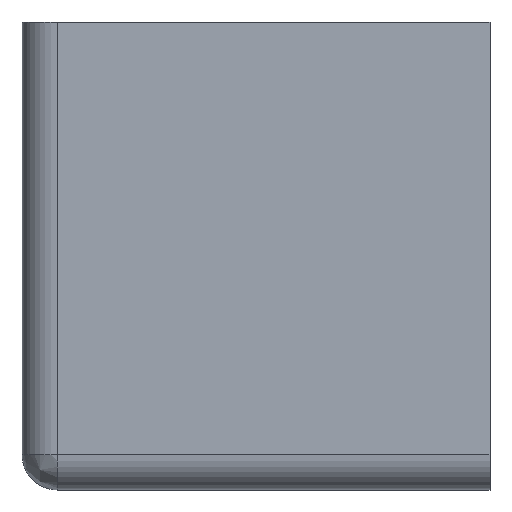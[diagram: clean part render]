
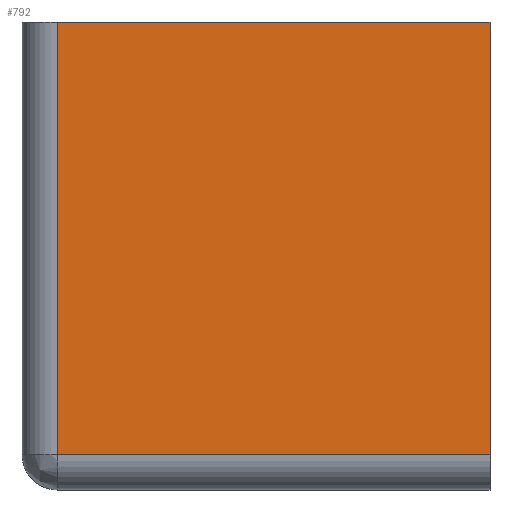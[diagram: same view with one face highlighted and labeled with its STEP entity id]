
A CAD part, front view. The second image highlights one B-rep face of the part: STEP entity #792.
In plain terms, the highlighted planar face has unit normal (0, -1, 0).
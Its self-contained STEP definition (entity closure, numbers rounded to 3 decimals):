
#48 = CARTESIAN_POINT ( 'NONE',  ( 1.5, 0., 20. ) ) ;
#49 = FACE_OUTER_BOUND ( 'NONE', #1118, .T. ) ;
#55 = ORIENTED_EDGE ( 'NONE', *, *, #353, .F. ) ;
#79 = VECTOR ( 'NONE', #1098, 1000. ) ;
#81 = ORIENTED_EDGE ( 'NONE', *, *, #333, .F. ) ;
#123 = CARTESIAN_POINT ( 'NONE',  ( 1.5, 0., 1.5 ) ) ;
#204 = PLANE ( 'NONE',  #398 ) ;
#268 = LINE ( 'NONE', #1123, #785 ) ;
#309 = CARTESIAN_POINT ( 'NONE',  ( 20., 0., 1.5 ) ) ;
#311 = CARTESIAN_POINT ( 'NONE',  ( 0., 0., 1.5 ) ) ;
#331 = LINE ( 'NONE', #311, #79 ) ;
#333 = EDGE_CURVE ( 'NONE', #884, #914, #331, .T. ) ;
#350 = VERTEX_POINT ( 'NONE', #603 ) ;
#353 = EDGE_CURVE ( 'NONE', #450, #350, #1220, .T. ) ;
#398 = AXIS2_PLACEMENT_3D ( 'NONE', #466, #667, #659 ) ;
#450 = VERTEX_POINT ( 'NONE', #48 ) ;
#466 = CARTESIAN_POINT ( 'NONE',  ( 0., 0., 20. ) ) ;
#486 = DIRECTION ( 'NONE',  ( 0., 0., 1. ) ) ;
#566 = VECTOR ( 'NONE', #486, 1000. ) ;
#593 = LINE ( 'NONE', #594, #566 ) ;
#594 = CARTESIAN_POINT ( 'NONE',  ( 20., 0., 20. ) ) ;
#603 = CARTESIAN_POINT ( 'NONE',  ( 20., 0., 20. ) ) ;
#659 = DIRECTION ( 'NONE',  ( 0., 0., 1. ) ) ;
#667 = DIRECTION ( 'NONE',  ( 0., 1., 0. ) ) ;
#720 = ORIENTED_EDGE ( 'NONE', *, *, #852, .T. ) ;
#785 = VECTOR ( 'NONE', #915, 1000. ) ;
#792 = ADVANCED_FACE ( 'NONE', ( #49 ), #204, .F. ) ;
#852 = EDGE_CURVE ( 'NONE', #884, #350, #593, .T. ) ;
#884 = VERTEX_POINT ( 'NONE', #309 ) ;
#898 = DIRECTION ( 'NONE',  ( 1., 0., 0. ) ) ;
#914 = VERTEX_POINT ( 'NONE', #123 ) ;
#915 = DIRECTION ( 'NONE',  ( 0., 0., 1. ) ) ;
#970 = VECTOR ( 'NONE', #898, 1000. ) ;
#1060 = ORIENTED_EDGE ( 'NONE', *, *, #1067, .F. ) ;
#1067 = EDGE_CURVE ( 'NONE', #914, #450, #268, .T. ) ;
#1098 = DIRECTION ( 'NONE',  ( -1., 0., 0. ) ) ;
#1118 = EDGE_LOOP ( 'NONE', ( #81, #720, #55, #1060 ) ) ;
#1123 = CARTESIAN_POINT ( 'NONE',  ( 1.5, 0., 20. ) ) ;
#1184 = CARTESIAN_POINT ( 'NONE',  ( 0., 0., 20. ) ) ;
#1220 = LINE ( 'NONE', #1184, #970 ) ;
